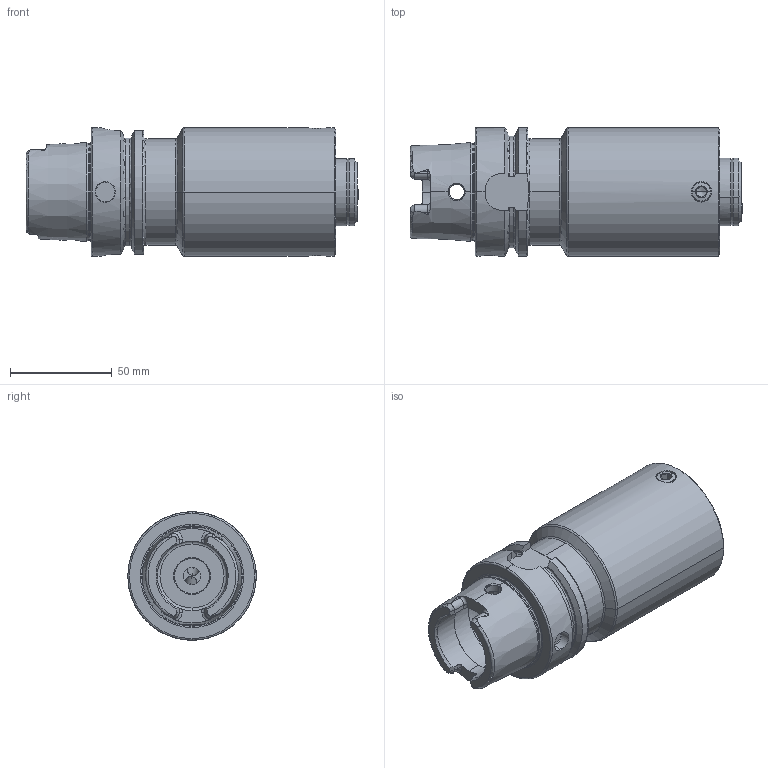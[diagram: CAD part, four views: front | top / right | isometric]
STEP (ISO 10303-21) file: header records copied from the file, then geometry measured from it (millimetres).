
FILE_DESCRIPTION (( 'STEP AP214' ), '1' );
FILE_NAME ('HA6.HA6.K01.120.STEP', '2020-09-11T07:23:09', ( '' ), ( '' ), 'SwSTEP 2.0', 'SolidWorks 2017', '' );
FILE_SCHEMA (( 'AUTOMOTIVE_DESIGN' ));
Length unit declared in the file: millimetre
Products named in the file (11): HA6-HA6.K01.120_D_Fertigbearbeitung; HA6-ER1.001.000; DIN 3771 - 17x2; HA6-ER2.001.007; Stift6; Spindel6; Backe6; HA6.HA6.K01.120; ISO 13337 - 5 x 14_ISO 13337 - 5 x 14; Dichtung6; Grundkörper1
Assembly tree (12 placements, depth 3):
  HA6.HA6.K01.120
    HA6-HA6.K01.120_D_Fertigbearbeitung
    ISO 13337 - 5 x 14_ISO 13337 - 5 x 14
    HA6-ER1.001.000
      Grundkörper1
      Dichtung6
      Backe6  x2
      Spindel6
      Stift6
      DIN 3771 - 17x2
    HA6-ER2.001.007  x2
Bounding box: 162.85 x 63 x 63 mm (x, y, z)
Volume: 325130.1 mm3; surface area: 70589.4 mm2
Topology: 11 solids, 11 shells, 480 faces, 1186 edges, 736 vertices
Faces by surface type: plane 163, cylinder 151, cone 92, torus 61, bspline 13
Entity records: 17086 total; most frequent: CARTESIAN_POINT 5043, DIRECTION 2228, ORIENTED_EDGE 2172, EDGE_CURVE 1086, AXIS2_PLACEMENT_3D 904, VERTEX_POINT 681, EDGE_LOOP 475, CIRCLE 465
